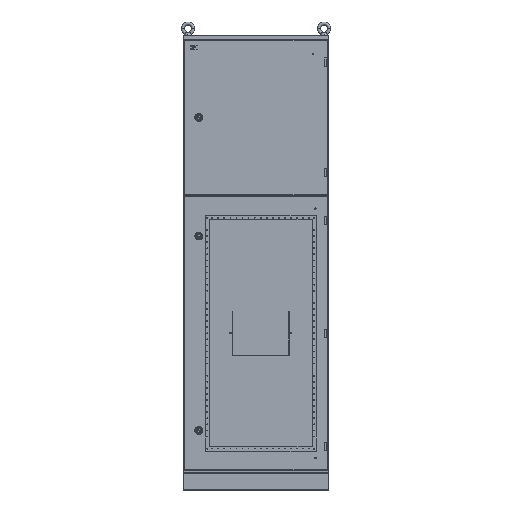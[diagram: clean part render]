
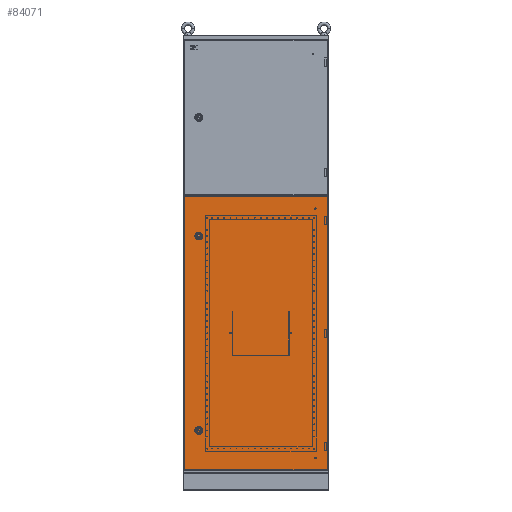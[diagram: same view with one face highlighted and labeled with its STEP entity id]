
A CAD part, top view. The second image highlights one B-rep face of the part: STEP entity #84071.
In plain terms, the highlighted planar face has unit normal (0, 0, 1).
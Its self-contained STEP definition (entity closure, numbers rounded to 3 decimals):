
#97 = CARTESIAN_POINT ( 'NONE',  ( 0., -563.5, 0. ) ) ;
#3828 = ORIENTED_EDGE ( 'NONE', *, *, #80062, .F. ) ;
#3974 = CARTESIAN_POINT ( 'NONE',  ( 60., 400., 0. ) ) ;
#4868 = CARTESIAN_POINT ( 'NONE',  ( 60., -400., 0. ) ) ;
#7389 = CARTESIAN_POINT ( 'NONE',  ( 0., 0., 0. ) ) ;
#9880 = AXIS2_PLACEMENT_3D ( 'NONE', #4868, #55560, #12145 ) ;
#11143 = CARTESIAN_POINT ( 'NONE',  ( 61.5, -400., 0. ) ) ;
#11274 = EDGE_LOOP ( 'NONE', ( #45788, #3828 ) ) ;
#11283 = DIRECTION ( 'NONE',  ( 1., 0., 0. ) ) ;
#12145 = DIRECTION ( 'NONE',  ( -1., 0., 0. ) ) ;
#13642 = EDGE_CURVE ( 'NONE', #81578, #49958, #55618, .T. ) ;
#14795 = VECTOR ( 'NONE', #61598, 1000. ) ;
#14991 = DIRECTION ( 'NONE',  ( 1., 0., 0. ) ) ;
#16809 = LINE ( 'NONE', #38974, #33866 ) ;
#17486 = ORIENTED_EDGE ( 'NONE', *, *, #55815, .T. ) ;
#20234 = CIRCLE ( 'NONE', #65525, 1.5 ) ;
#20902 = FACE_BOUND ( 'NONE', #11274, .T. ) ;
#21669 = VERTEX_POINT ( 'NONE', #77826 ) ;
#24227 = ORIENTED_EDGE ( 'NONE', *, *, #68577, .F. ) ;
#25212 = VERTEX_POINT ( 'NONE', #75427 ) ;
#27993 = LINE ( 'NONE', #92031, #30269 ) ;
#30183 = CIRCLE ( 'NONE', #45718, 1.5 ) ;
#30269 = VECTOR ( 'NONE', #48789, 1000. ) ;
#31507 = DIRECTION ( 'NONE',  ( 0., 0., 1. ) ) ;
#32574 = EDGE_CURVE ( 'NONE', #21669, #25212, #30183, .T. ) ;
#33335 = VERTEX_POINT ( 'NONE', #11143 ) ;
#33663 = CARTESIAN_POINT ( 'NONE',  ( 58.5, -400., 0. ) ) ;
#33866 = VECTOR ( 'NONE', #46213, 1000. ) ;
#37576 = CARTESIAN_POINT ( 'NONE',  ( 60., -400., 0. ) ) ;
#38974 = CARTESIAN_POINT ( 'NONE',  ( 0., 563.5, 0. ) ) ;
#40482 = EDGE_CURVE ( 'NONE', #88247, #81578, #60781, .T. ) ;
#41491 = CARTESIAN_POINT ( 'NONE',  ( 0., 563.5, 0. ) ) ;
#44804 = DIRECTION ( 'NONE',  ( -1., 0., 0. ) ) ;
#45718 = AXIS2_PLACEMENT_3D ( 'NONE', #3974, #54677, #11283 ) ;
#45788 = ORIENTED_EDGE ( 'NONE', *, *, #32574, .F. ) ;
#46213 = DIRECTION ( 'NONE',  ( -1., 0., 0. ) ) ;
#48789 = DIRECTION ( 'NONE',  ( 0., 1., 0. ) ) ;
#49958 = VERTEX_POINT ( 'NONE', #77170 ) ;
#51137 = PLANE ( 'NONE',  #62474 ) ;
#51765 = DIRECTION ( 'NONE',  ( 0., -1., 0. ) ) ;
#54623 = CARTESIAN_POINT ( 'NONE',  ( 0., -563.5, 0. ) ) ;
#54677 = DIRECTION ( 'NONE',  ( 0., 0., 1. ) ) ;
#55560 = DIRECTION ( 'NONE',  ( 0., 0., 1. ) ) ;
#55618 = LINE ( 'NONE', #54623, #14795 ) ;
#55815 = EDGE_CURVE ( 'NONE', #49958, #78687, #27993, .T. ) ;
#57000 = VERTEX_POINT ( 'NONE', #33663 ) ;
#57158 = FACE_BOUND ( 'NONE', #82407, .T. ) ;
#58352 = DIRECTION ( 'NONE',  ( 0., 0., 1. ) ) ;
#59001 = CARTESIAN_POINT ( 'NONE',  ( 0., 563.5, 0. ) ) ;
#59411 = FACE_OUTER_BOUND ( 'NONE', #82682, .T. ) ;
#60463 = ORIENTED_EDGE ( 'NONE', *, *, #65561, .F. ) ;
#60781 = LINE ( 'NONE', #59001, #75457 ) ;
#61598 = DIRECTION ( 'NONE',  ( 1., 0., 0. ) ) ;
#62474 = AXIS2_PLACEMENT_3D ( 'NONE', #7389, #58352, #14991 ) ;
#62937 = CIRCLE ( 'NONE', #74951, 1.5 ) ;
#65525 = AXIS2_PLACEMENT_3D ( 'NONE', #37576, #88112, #44804 ) ;
#65561 = EDGE_CURVE ( 'NONE', #33335, #57000, #20234, .T. ) ;
#67400 = ORIENTED_EDGE ( 'NONE', *, *, #69590, .T. ) ;
#67486 = CARTESIAN_POINT ( 'NONE',  ( 590.5, 563.5, 0. ) ) ;
#68577 = EDGE_CURVE ( 'NONE', #57000, #33335, #86452, .T. ) ;
#69590 = EDGE_CURVE ( 'NONE', #78687, #88247, #16809, .T. ) ;
#72986 = ORIENTED_EDGE ( 'NONE', *, *, #13642, .T. ) ;
#74859 = CARTESIAN_POINT ( 'NONE',  ( 60., 400., 0. ) ) ;
#74951 = AXIS2_PLACEMENT_3D ( 'NONE', #74859, #31507, #82117 ) ;
#75427 = CARTESIAN_POINT ( 'NONE',  ( 58.5, 400., 0. ) ) ;
#75457 = VECTOR ( 'NONE', #51765, 1000. ) ;
#77170 = CARTESIAN_POINT ( 'NONE',  ( 590.5, -563.5, 0. ) ) ;
#77826 = CARTESIAN_POINT ( 'NONE',  ( 61.5, 400., 0. ) ) ;
#78687 = VERTEX_POINT ( 'NONE', #67486 ) ;
#80062 = EDGE_CURVE ( 'NONE', #25212, #21669, #62937, .T. ) ;
#81578 = VERTEX_POINT ( 'NONE', #97 ) ;
#82117 = DIRECTION ( 'NONE',  ( 1., 0., 0. ) ) ;
#82407 = EDGE_LOOP ( 'NONE', ( #60463, #24227 ) ) ;
#82682 = EDGE_LOOP ( 'NONE', ( #89959, #72986, #17486, #67400 ) ) ;
#84071 = ADVANCED_FACE ( 'NONE', ( #57158, #20902, #59411 ), #51137, .T. ) ;
#86452 = CIRCLE ( 'NONE', #9880, 1.5 ) ;
#88112 = DIRECTION ( 'NONE',  ( 0., 0., 1. ) ) ;
#88247 = VERTEX_POINT ( 'NONE', #41491 ) ;
#89959 = ORIENTED_EDGE ( 'NONE', *, *, #40482, .T. ) ;
#92031 = CARTESIAN_POINT ( 'NONE',  ( 590.5, 563.5, 0. ) ) ;
